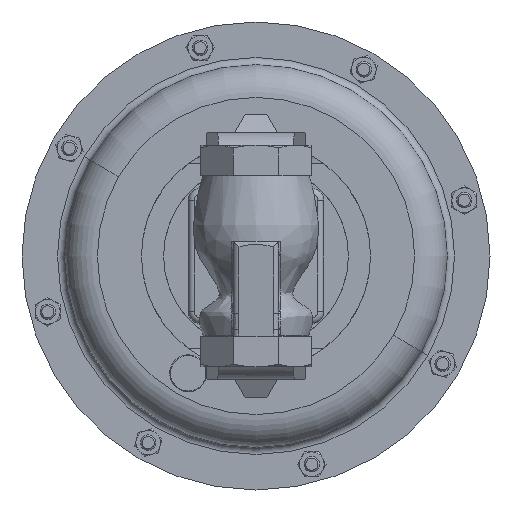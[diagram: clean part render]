
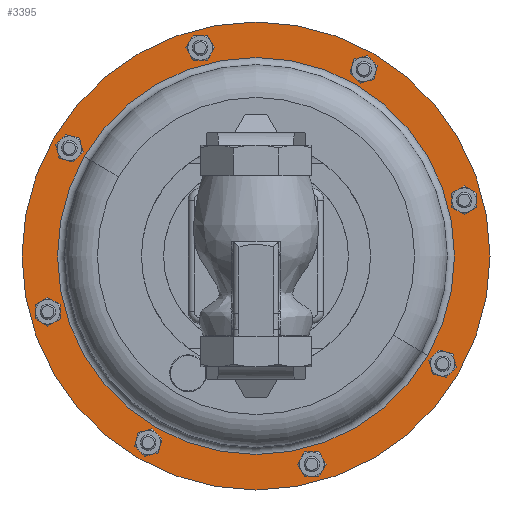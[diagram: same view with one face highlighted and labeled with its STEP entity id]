
A CAD part, front view. The second image highlights one B-rep face of the part: STEP entity #3395.
In plain terms, the highlighted planar face has unit normal (0, -1, 0).
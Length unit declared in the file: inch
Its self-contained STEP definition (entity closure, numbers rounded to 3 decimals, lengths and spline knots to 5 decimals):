
#24 = CIRCLE ( 'NONE', #6694, 4.75 ) ;
#817 = DIRECTION ( 'NONE',  ( 0., 1., 0. ) ) ;
#957 = CARTESIAN_POINT ( 'NONE',  ( -2.375, 8.835, -6.36362 ) ) ;
#1656 = CIRCLE ( 'NONE', #20748, 4.029 ) ;
#1831 = ORIENTED_EDGE ( 'NONE', *, *, #21233, .F. ) ;
#2021 = DIRECTION ( 'NONE',  ( 0., 1., 0. ) ) ;
#2442 = EDGE_LOOP ( 'NONE', ( #12418, #5271 ) ) ;
#2813 = VERTEX_POINT ( 'NONE', #11582 ) ;
#3395 = ADVANCED_FACE ( 'NONE', ( #4019, #19033 ), #12787, .T. ) ;
#4019 = FACE_BOUND ( 'NONE', #2442, .T. ) ;
#4795 = CARTESIAN_POINT ( 'NONE',  ( -4.11362, 8.835, 0.125 ) ) ;
#5271 = ORIENTED_EDGE ( 'NONE', *, *, #16528, .T. ) ;
#5289 = CARTESIAN_POINT ( 'NONE',  ( 0., 8.835, -2.25 ) ) ;
#5817 = DIRECTION ( 'NONE',  ( 0., 1., 0. ) ) ;
#6694 = AXIS2_PLACEMENT_3D ( 'NONE', #5289, #18985, #7271 ) ;
#6749 = VERTEX_POINT ( 'NONE', #15817 ) ;
#6847 = AXIS2_PLACEMENT_3D ( 'NONE', #12519, #817, #14528 ) ;
#6989 = AXIS2_PLACEMENT_3D ( 'NONE', #17570, #5817, #19521 ) ;
#7144 = EDGE_CURVE ( 'NONE', #7811, #8540, #16482, .T. ) ;
#7271 = DIRECTION ( 'NONE',  ( 0.866, 0., -0.5 ) ) ;
#7811 = VERTEX_POINT ( 'NONE', #12668 ) ;
#8540 = VERTEX_POINT ( 'NONE', #4795 ) ;
#8924 = DIRECTION ( 'NONE',  ( 0., -1., 0. ) ) ;
#9585 = AXIS2_PLACEMENT_3D ( 'NONE', #957, #8924, #22632 ) ;
#11582 = CARTESIAN_POINT ( 'NONE',  ( -3.48922, 8.835, -0.2355 ) ) ;
#12418 = ORIENTED_EDGE ( 'NONE', *, *, #15381, .T. ) ;
#12519 = CARTESIAN_POINT ( 'NONE',  ( 0., 8.835, -2.25 ) ) ;
#12668 = CARTESIAN_POINT ( 'NONE',  ( 4.11362, 8.835, -4.625 ) ) ;
#12787 = PLANE ( 'NONE',  #9585 ) ;
#13752 = CARTESIAN_POINT ( 'NONE',  ( 0., 8.835, -2.25 ) ) ;
#14528 = DIRECTION ( 'NONE',  ( 0.866, 0., -0.5 ) ) ;
#15381 = EDGE_CURVE ( 'NONE', #6749, #2813, #1656, .T. ) ;
#15742 = DIRECTION ( 'NONE',  ( 0.866, 0., -0.5 ) ) ;
#15817 = CARTESIAN_POINT ( 'NONE',  ( 3.48922, 8.835, -4.2645 ) ) ;
#16482 = CIRCLE ( 'NONE', #6847, 4.75 ) ;
#16528 = EDGE_CURVE ( 'NONE', #2813, #6749, #19392, .T. ) ;
#17570 = CARTESIAN_POINT ( 'NONE',  ( 0., 8.835, -2.25 ) ) ;
#18985 = DIRECTION ( 'NONE',  ( 0., 1., 0. ) ) ;
#19033 = FACE_OUTER_BOUND ( 'NONE', #20910, .T. ) ;
#19392 = CIRCLE ( 'NONE', #6989, 4.029 ) ;
#19521 = DIRECTION ( 'NONE',  ( 0.866, 0., -0.5 ) ) ;
#19770 = ORIENTED_EDGE ( 'NONE', *, *, #7144, .F. ) ;
#20748 = AXIS2_PLACEMENT_3D ( 'NONE', #13752, #2021, #15742 ) ;
#20910 = EDGE_LOOP ( 'NONE', ( #19770, #1831 ) ) ;
#21233 = EDGE_CURVE ( 'NONE', #8540, #7811, #24, .T. ) ;
#22632 = DIRECTION ( 'NONE',  ( -0.866, 0., 0.5 ) ) ;
